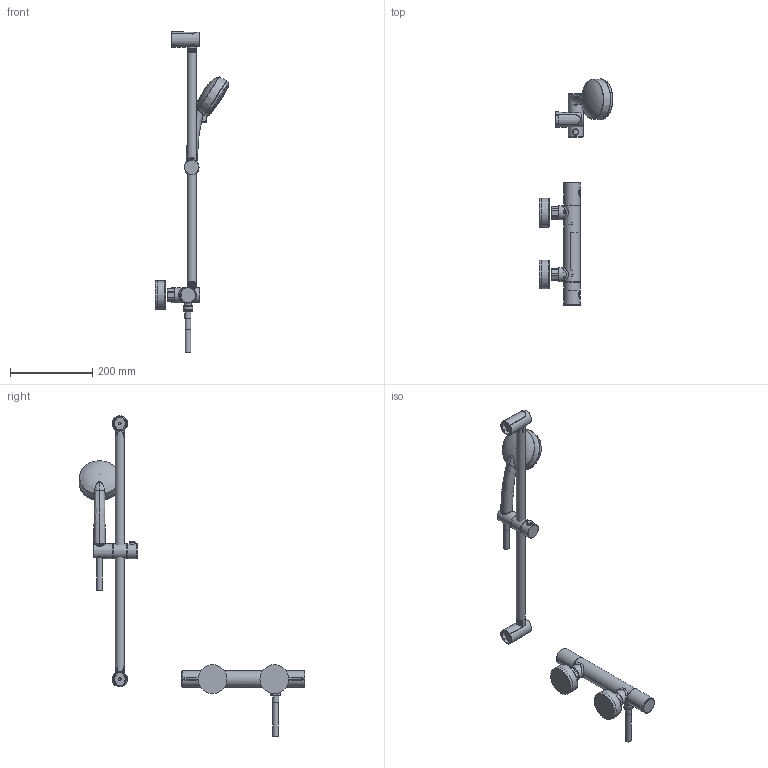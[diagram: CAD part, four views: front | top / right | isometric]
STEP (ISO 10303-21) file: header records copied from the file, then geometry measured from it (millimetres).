
FILE_DESCRIPTION(/* description */ ('Unknown'),/* implementation_level */ '2;1');
FILE_NAME(/* name */ '34768000',/* time_stamp */ '2022-09-09T03:26:06+02:00',/* author */ ('Unknown'),/* organization */ ('GROHE AG'),/* preprocessor_version */ 'ST-DEVELOPER v16.7',/* originating_system */ 'DEX',/* authorisation */ $);
FILE_SCHEMA (('AUTOMOTIVE_DESIGN {1 0 10303 214 3 1 1}'));
Products named in the file (27): 34768000; trim_sur; 34768000_0; 34768000_1; 34768000_2; 34768000_3; 34768000_4; 34768000_5; 34768000_6; 34768000_7; 34768000_8; 34768000_9; 34768000_10; 34768000_11; 34768000_12; 34768000_13; 34768000_14; 34768000_15; 34768000_16; 34768000_17; 34768000_18; 34768000_19; 34768000_20; 34768000_21; 081107 GTM1000C Handles Update02; 081107 GTM1000C Handles Update02_0
Assembly tree (26 placements, depth 2):
  34768000
    34768000
    trim_sur
    34768000_0
    34768000_1
    34768000_2
    34768000_3
    34768000_4
    34768000_5
    34768000_6
    34768000_7
    34768000_8
    34768000_9
    34768000_10
    34768000_11
    34768000_12
    34768000_13
    34768000_14
    34768000_15
    34768000_16
    34768000_17
    34768000_18
    34768000_19
    34768000_20
    34768000_21
    081107 GTM1000C Handles Update02
    081107 GTM1000C Handles Update02_0
Bounding box: 178.58 x 548.19 x 777.12 mm (x, y, z)
Volume: 1334850.8 mm3; surface area: 348803.5 mm2
Topology: 28 solids, 41 shells, 1641 faces, 4093 edges, 2538 vertices
Faces by surface type: bspline 447, cylinder 434, plane 430, cone 143, torus 123, sphere 64
Full cylindrical faces by diameter (mm): 2.8 x51, 6 x2, 10.8 x2, 13.5 x1, 13.8 x2, 14 x1, 14.7 x2, 15 x1, 15.917 x1, 16 x2, 17.996 x4, 18 x1, 18.2 x1, 18.4 x1, 18.917 x1, 19 x2, 19.9 x1, 20.955 x1, 20.96 x1, 21 x3, 22 x1, 22.6 x1, 23 x1, 23.6 x1, 24 x1, 25 x1, 28 x2, 31.8 x1, 32 x1, 34 x3
Entity records: 65307 total; most frequent: CARTESIAN_POINT 27296, ORIENTED_EDGE 7516, DIRECTION 6079, EDGE_CURVE 3758, AXIS2_PLACEMENT_3D 2585, VERTEX_POINT 2416, FACE_BOUND 1882, EDGE_LOOP 1880
